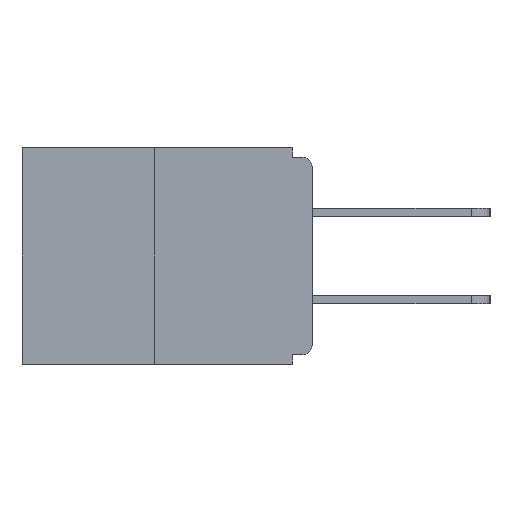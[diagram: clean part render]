
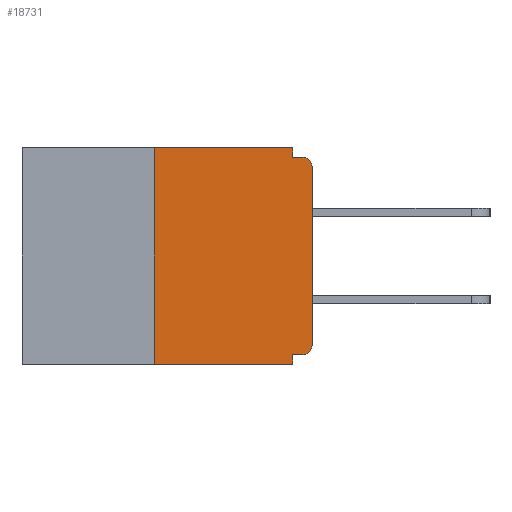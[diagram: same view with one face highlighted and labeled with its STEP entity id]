
A CAD part, left-side view. The second image highlights one B-rep face of the part: STEP entity #18731.
In plain terms, the highlighted planar face has unit normal (-1, 0, 0).
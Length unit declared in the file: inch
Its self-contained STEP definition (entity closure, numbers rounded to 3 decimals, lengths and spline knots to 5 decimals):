
#31 = LINE ( 'NONE', #1941, #6374 ) ;
#743 = VERTEX_POINT ( 'NONE', #26565 ) ;
#1530 = CARTESIAN_POINT ( 'NONE',  ( 0., 0.015, -0.015 ) ) ;
#1941 = CARTESIAN_POINT ( 'NONE',  ( 0., 0.46, -0.343 ) ) ;
#2127 = VERTEX_POINT ( 'NONE', #1530 ) ;
#3251 = ORIENTED_EDGE ( 'NONE', *, *, #25361, .F. ) ;
#3453 = EDGE_CURVE ( 'NONE', #19177, #20060, #31, .T. ) ;
#3851 = CARTESIAN_POINT ( 'NONE',  ( 0., 0.25, 0. ) ) ;
#4227 = ORIENTED_EDGE ( 'NONE', *, *, #3453, .T. ) ;
#4313 = VERTEX_POINT ( 'NONE', #4934 ) ;
#4848 = ORIENTED_EDGE ( 'NONE', *, *, #14438, .F. ) ;
#4934 = CARTESIAN_POINT ( 'NONE',  ( 0., 0., -0.03 ) ) ;
#4937 = DIRECTION ( 'NONE',  ( -1., 0., 0. ) ) ;
#6026 = DIRECTION ( 'NONE',  ( 0., 0., -1. ) ) ;
#6071 = CARTESIAN_POINT ( 'NONE',  ( 0., 0., -0.015 ) ) ;
#6190 = LINE ( 'NONE', #12224, #21908 ) ;
#6267 = CARTESIAN_POINT ( 'NONE',  ( 0., 0., -0.328 ) ) ;
#6374 = VECTOR ( 'NONE', #27255, 39.37008 ) ;
#6393 = AXIS2_PLACEMENT_3D ( 'NONE', #15121, #17253, #14953 ) ;
#6814 = VECTOR ( 'NONE', #20558, 39.37008 ) ;
#7294 = CARTESIAN_POINT ( 'NONE',  ( 0., 0.031, 0. ) ) ;
#7431 = VECTOR ( 'NONE', #25549, 39.37008 ) ;
#7603 = VECTOR ( 'NONE', #13241, 39.37008 ) ;
#8142 = AXIS2_PLACEMENT_3D ( 'NONE', #17509, #4937, #9176 ) ;
#8577 = DIRECTION ( 'NONE',  ( 0., 1., 0. ) ) ;
#9176 = DIRECTION ( 'NONE',  ( 0., 0., -1. ) ) ;
#10524 = VERTEX_POINT ( 'NONE', #18241 ) ;
#10541 = LINE ( 'NONE', #6267, #23252 ) ;
#11078 = EDGE_CURVE ( 'NONE', #10524, #14290, #10541, .T. ) ;
#11428 = CARTESIAN_POINT ( 'NONE',  ( 0., 0.25, -0.343 ) ) ;
#11475 = CARTESIAN_POINT ( 'NONE',  ( 0., 0., -0.313 ) ) ;
#12224 = CARTESIAN_POINT ( 'NONE',  ( 0., 0., 0. ) ) ;
#12407 = CARTESIAN_POINT ( 'NONE',  ( 0., 0.031, -0.015 ) ) ;
#12521 = EDGE_CURVE ( 'NONE', #19177, #25682, #24452, .T. ) ;
#12587 = ORIENTED_EDGE ( 'NONE', *, *, #21389, .F. ) ;
#12600 = ORIENTED_EDGE ( 'NONE', *, *, #12521, .F. ) ;
#12602 = CARTESIAN_POINT ( 'NONE',  ( 0., 0.031, -0.343 ) ) ;
#13052 = VERTEX_POINT ( 'NONE', #12407 ) ;
#13241 = DIRECTION ( 'NONE',  ( 0., 0., -1. ) ) ;
#13268 = EDGE_CURVE ( 'NONE', #10524, #23339, #24090, .T. ) ;
#14229 = VECTOR ( 'NONE', #23322, 39.37008 ) ;
#14290 = VERTEX_POINT ( 'NONE', #15580 ) ;
#14438 = EDGE_CURVE ( 'NONE', #14290, #20060, #25338, .T. ) ;
#14563 = EDGE_CURVE ( 'NONE', #4313, #2127, #18160, .T. ) ;
#14953 = DIRECTION ( 'NONE',  ( 0., 0., -1. ) ) ;
#15121 = CARTESIAN_POINT ( 'NONE',  ( 0., 0.015, -0.313 ) ) ;
#15268 = EDGE_LOOP ( 'NONE', ( #12587, #12600, #4227, #4848, #24293, #20447, #15846, #23652, #16438, #3251 ) ) ;
#15580 = CARTESIAN_POINT ( 'NONE',  ( 0., 0.031, -0.328 ) ) ;
#15846 = ORIENTED_EDGE ( 'NONE', *, *, #27175, .T. ) ;
#16438 = ORIENTED_EDGE ( 'NONE', *, *, #20002, .F. ) ;
#16443 = DIRECTION ( 'NONE',  ( 0., 0., 1. ) ) ;
#17253 = DIRECTION ( 'NONE',  ( -1., 0., 0. ) ) ;
#17328 = VECTOR ( 'NONE', #26957, 39.37008 ) ;
#17509 = CARTESIAN_POINT ( 'NONE',  ( 0., 0.015, -0.03 ) ) ;
#18160 = CIRCLE ( 'NONE', #8142, 0.015 ) ;
#18241 = CARTESIAN_POINT ( 'NONE',  ( 0., 0.015, -0.328 ) ) ;
#18731 = ADVANCED_FACE ( 'NONE', ( #25190 ), #24681, .F. ) ;
#19046 = LINE ( 'NONE', #7294, #7603 ) ;
#19177 = VERTEX_POINT ( 'NONE', #11428 ) ;
#19729 = CARTESIAN_POINT ( 'NONE',  ( 0., 0.25, 0. ) ) ;
#20002 = EDGE_CURVE ( 'NONE', #13052, #2127, #20252, .T. ) ;
#20060 = VERTEX_POINT ( 'NONE', #12602 ) ;
#20252 = LINE ( 'NONE', #6071, #17328 ) ;
#20405 = DIRECTION ( 'NONE',  ( 1., 0., 0. ) ) ;
#20447 = ORIENTED_EDGE ( 'NONE', *, *, #13268, .T. ) ;
#20497 = CARTESIAN_POINT ( 'NONE',  ( 0., 0.46, 0. ) ) ;
#20558 = DIRECTION ( 'NONE',  ( 0., 0., 1. ) ) ;
#21228 = CARTESIAN_POINT ( 'NONE',  ( 0., 0.031, -0.343 ) ) ;
#21389 = EDGE_CURVE ( 'NONE', #25682, #743, #27065, .T. ) ;
#21619 = CARTESIAN_POINT ( 'NONE',  ( 0., 0.46, 0. ) ) ;
#21908 = VECTOR ( 'NONE', #16443, 39.37008 ) ;
#23252 = VECTOR ( 'NONE', #8577, 39.37008 ) ;
#23322 = DIRECTION ( 'NONE',  ( 0., 0., -1. ) ) ;
#23339 = VERTEX_POINT ( 'NONE', #11475 ) ;
#23652 = ORIENTED_EDGE ( 'NONE', *, *, #14563, .T. ) ;
#24090 = CIRCLE ( 'NONE', #6393, 0.015 ) ;
#24293 = ORIENTED_EDGE ( 'NONE', *, *, #11078, .F. ) ;
#24452 = LINE ( 'NONE', #3851, #6814 ) ;
#24681 = PLANE ( 'NONE',  #24829 ) ;
#24829 = AXIS2_PLACEMENT_3D ( 'NONE', #20497, #20405, #6026 ) ;
#25190 = FACE_OUTER_BOUND ( 'NONE', #15268, .T. ) ;
#25338 = LINE ( 'NONE', #21228, #14229 ) ;
#25361 = EDGE_CURVE ( 'NONE', #743, #13052, #19046, .T. ) ;
#25549 = DIRECTION ( 'NONE',  ( 0., -1., 0. ) ) ;
#25682 = VERTEX_POINT ( 'NONE', #19729 ) ;
#26565 = CARTESIAN_POINT ( 'NONE',  ( 0., 0.031, 0. ) ) ;
#26957 = DIRECTION ( 'NONE',  ( 0., -1., 0. ) ) ;
#27065 = LINE ( 'NONE', #21619, #7431 ) ;
#27175 = EDGE_CURVE ( 'NONE', #23339, #4313, #6190, .T. ) ;
#27255 = DIRECTION ( 'NONE',  ( 0., -1., 0. ) ) ;
